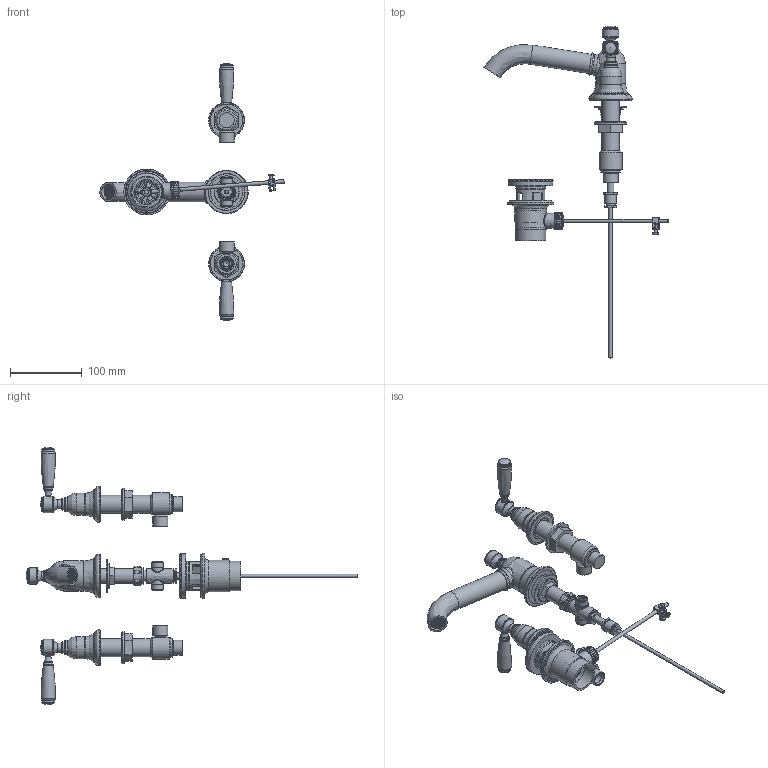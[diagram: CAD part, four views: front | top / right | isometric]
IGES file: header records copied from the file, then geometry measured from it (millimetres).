
Global section: file name: V2K15-C M W GBC; native system: Autodesk Inventor 2018; preprocessor: unknown; author: adaniels; date: 20171206.144646; units: millimetre
Bounding box: 257.13 x 463.15 x 359.35 mm (x, y, z)
Volume: 551528 mm3; surface area: 280672 mm2
Topology: 79 solids, 80 shells, 3549 faces, 9396 edges, 6293 vertices
Faces by surface type: bspline 3549
